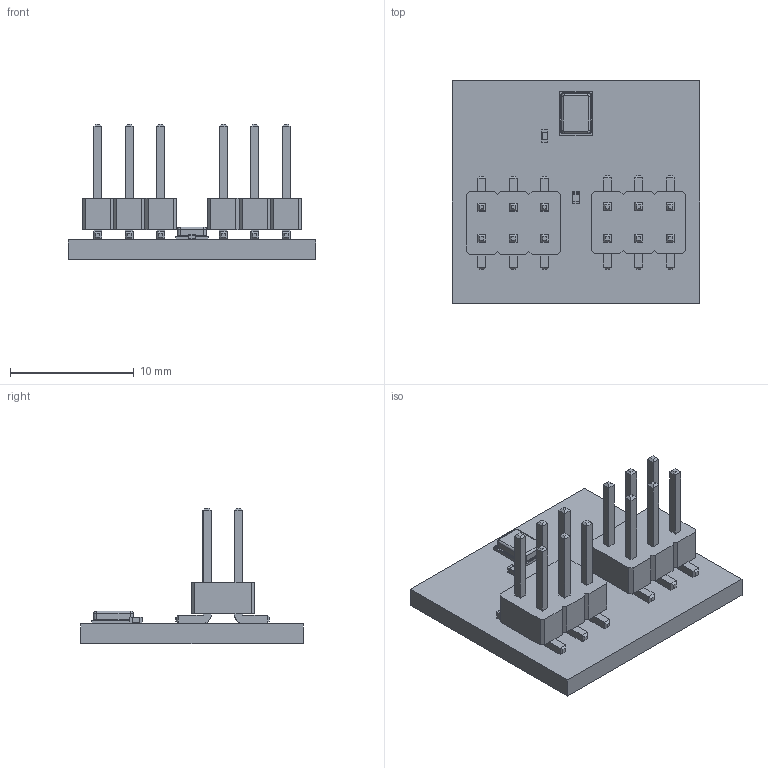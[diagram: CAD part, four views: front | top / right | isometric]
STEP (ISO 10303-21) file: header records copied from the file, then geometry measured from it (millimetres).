
FILE_DESCRIPTION(('KiCad electronic assembly'),'2;1');
FILE_NAME('NB3_ear.step','2021-07-07T11:54:47',('Pcbnew'),('Kicad'), 'Open CASCADE STEP processor 7.5','KiCad to STEP converter','Unknown' );
FILE_SCHEMA(('AUTOMOTIVE_DESIGN { 1 0 10303 214 1 1 1 1 }'));
Length unit declared in the file: millimetre
Products named in the file (10): NB3_ear 1; Mic_ICS-43434; COMPOUND; C_0402_1005Metric; SOLID; R_0402_1005Metric; PinHeader_2x03_P2.54mm_Vertical_SMD
Assembly tree (10 placements, depth 3):
  NB3_ear 1
    Mic_ICS-43434
      COMPOUND
    C_0402_1005Metric
      SOLID
    R_0402_1005Metric
      SOLID
    PinHeader_2x03_P2.54mm_Vertical_SMD  x2
      SOLID
    COMPOUND
Bounding box: 20 x 18 x 10.95 mm (x, y, z)
Volume: 821 mm3; surface area: 1449.8 mm2
Topology: 13 solids, 13 shells, 471 faces, 1109 edges, 698 vertices
Faces by surface type: bspline 464, plane 6, cylinder 1
Full cylindrical faces by diameter (mm): 0.5 x1
Entity records: 18670 total; most frequent: CARTESIAN_POINT 6989, B_SPLINE_CURVE_WITH_KNOTS 2020, ORIENTED_EDGE 1510, PCURVE 1510, DEFINITIONAL_REPRESENTATION 1510, EDGE_CURVE 755, SURFACE_CURVE 754, VERTEX_POINT 478
